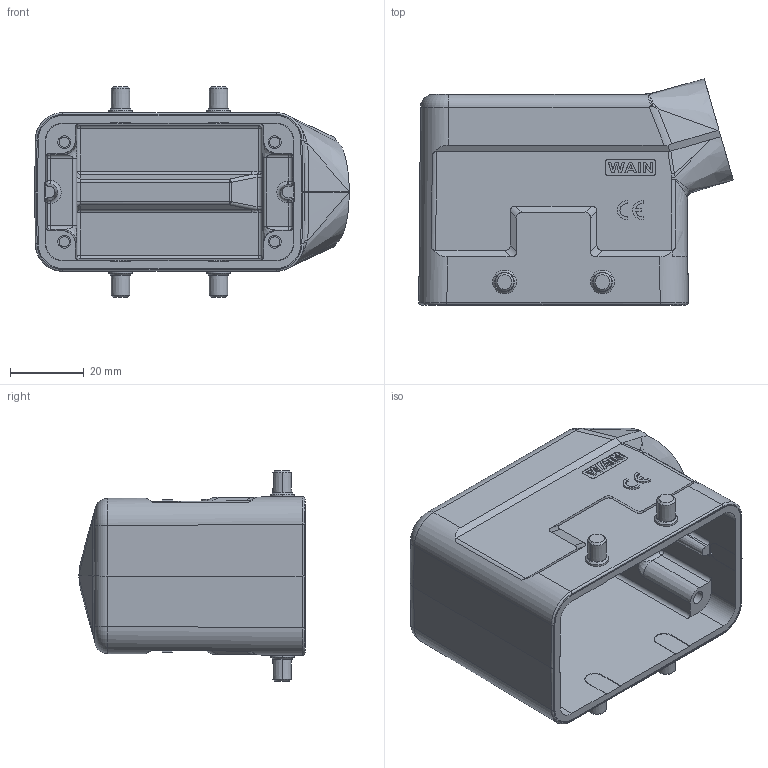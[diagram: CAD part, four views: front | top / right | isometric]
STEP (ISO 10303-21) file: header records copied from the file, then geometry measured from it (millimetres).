
FILE_DESCRIPTION((''),'2;1');
FILE_NAME('3D_1112105301002_EMC_W10B-SE-4B','2024-01-23T',('13034'),(''),'PRO/ENGINEER BY PARAMETRIC TECHNOLOGY CORPORATION, 2012480','PRO/ENGINEER BY PARAMETRIC TECHNOLOGY CORPORATION, 2012480','');
FILE_SCHEMA(('CONFIG_CONTROL_DESIGN'));
Length unit declared in the file: millimetre
Products named in the file (1): 3D_1112105301002_EMC_W10B-SE-4B
Bounding box: 85.17 x 61.28 x 57 mm (x, y, z)
Volume: 55032.1 mm3; surface area: 31038.9 mm2
Topology: 1 solids, 1 shells, 448 faces, 1160 edges, 727 vertices
Faces by surface type: plane 210, cylinder 127, bspline 50, cone 33, sphere 20, torus 8
Entity records: 16344 total; most frequent: CARTESIAN_POINT 5941, ORIENTED_EDGE 2280, DIRECTION 1943, EDGE_CURVE 1140, VERTEX_POINT 727, VECTOR 663, LINE 663, AXIS2_PLACEMENT_3D 640
